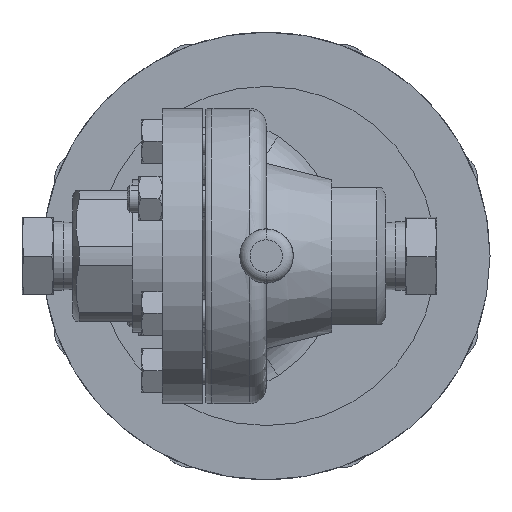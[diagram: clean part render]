
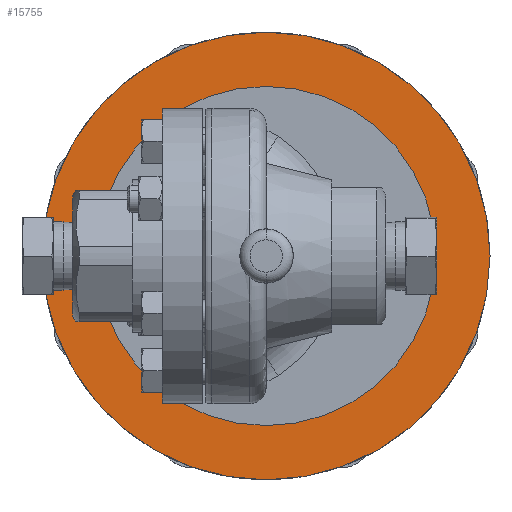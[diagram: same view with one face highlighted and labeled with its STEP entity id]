
A CAD part, front view. The second image highlights one B-rep face of the part: STEP entity #15755.
In plain terms, the highlighted planar face has unit normal (0, -1, 0).
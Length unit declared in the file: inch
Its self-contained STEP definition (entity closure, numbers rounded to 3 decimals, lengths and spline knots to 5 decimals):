
#205 = EDGE_CURVE ( 'NONE', #13614, #6966, #8045, .T. ) ;
#254 = ORIENTED_EDGE ( 'NONE', *, *, #6121, .F. ) ;
#274 = DIRECTION ( 'NONE',  ( 0., 0., 1. ) ) ;
#877 = AXIS2_PLACEMENT_3D ( 'NONE', #10676, #14742, #8243 ) ;
#1400 = DIRECTION ( 'NONE',  ( 0., 0., -1. ) ) ;
#1628 = CARTESIAN_POINT ( 'NONE',  ( 0., 2.05, 2.56 ) ) ;
#2204 = VERTEX_POINT ( 'NONE', #1628 ) ;
#2651 = CARTESIAN_POINT ( 'NONE',  ( 0., 2.05, -2.56 ) ) ;
#3157 = AXIS2_PLACEMENT_3D ( 'NONE', #7651, #12469, #274 ) ;
#3198 = FACE_BOUND ( 'NONE', #11943, .T. ) ;
#3319 = ORIENTED_EDGE ( 'NONE', *, *, #5096, .F. ) ;
#3447 = EDGE_CURVE ( 'NONE', #6966, #13614, #8462, .T. ) ;
#3562 = DIRECTION ( 'NONE',  ( 0., 0., 1. ) ) ;
#4471 = AXIS2_PLACEMENT_3D ( 'NONE', #11826, #15295, #11662 ) ;
#4984 = CARTESIAN_POINT ( 'NONE',  ( 0., 2.05, 1.94 ) ) ;
#5096 = EDGE_CURVE ( 'NONE', #2204, #13912, #11759, .T. ) ;
#5378 = ORIENTED_EDGE ( 'NONE', *, *, #205, .F. ) ;
#5660 = PLANE ( 'NONE',  #4471 ) ;
#6024 = AXIS2_PLACEMENT_3D ( 'NONE', #9803, #11194, #1400 ) ;
#6121 = EDGE_CURVE ( 'NONE', #13912, #2204, #11968, .T. ) ;
#6966 = VERTEX_POINT ( 'NONE', #4984 ) ;
#7651 = CARTESIAN_POINT ( 'NONE',  ( 0., 2.05, 0. ) ) ;
#7833 = EDGE_LOOP ( 'NONE', ( #254, #3319 ) ) ;
#8045 = CIRCLE ( 'NONE', #877, 1.94 ) ;
#8243 = DIRECTION ( 'NONE',  ( 0., 0., -1. ) ) ;
#8387 = CARTESIAN_POINT ( 'NONE',  ( 0., 2.05, -1.94 ) ) ;
#8462 = CIRCLE ( 'NONE', #6024, 1.94 ) ;
#9742 = CARTESIAN_POINT ( 'NONE',  ( 0., 2.05, 0. ) ) ;
#9803 = CARTESIAN_POINT ( 'NONE',  ( 0., 2.05, 0. ) ) ;
#10676 = CARTESIAN_POINT ( 'NONE',  ( 0., 2.05, 0. ) ) ;
#11194 = DIRECTION ( 'NONE',  ( 0., -1., 0. ) ) ;
#11282 = FACE_OUTER_BOUND ( 'NONE', #7833, .T. ) ;
#11662 = DIRECTION ( 'NONE',  ( 0., 0., 1. ) ) ;
#11759 = CIRCLE ( 'NONE', #13883, 2.56 ) ;
#11826 = CARTESIAN_POINT ( 'NONE',  ( -2.565, 2.05, 0. ) ) ;
#11943 = EDGE_LOOP ( 'NONE', ( #5378, #12482 ) ) ;
#11968 = CIRCLE ( 'NONE', #3157, 2.56 ) ;
#12469 = DIRECTION ( 'NONE',  ( 0., 1., 0. ) ) ;
#12482 = ORIENTED_EDGE ( 'NONE', *, *, #3447, .F. ) ;
#13534 = DIRECTION ( 'NONE',  ( 0., 1., 0. ) ) ;
#13614 = VERTEX_POINT ( 'NONE', #8387 ) ;
#13883 = AXIS2_PLACEMENT_3D ( 'NONE', #9742, #13534, #3562 ) ;
#13912 = VERTEX_POINT ( 'NONE', #2651 ) ;
#14742 = DIRECTION ( 'NONE',  ( 0., -1., 0. ) ) ;
#15295 = DIRECTION ( 'NONE',  ( 0., 1., 0. ) ) ;
#15755 = ADVANCED_FACE ( 'NONE', ( #3198, #11282 ), #5660, .F. ) ;
